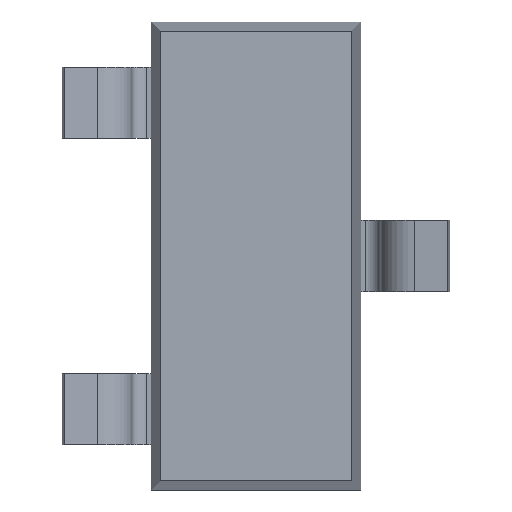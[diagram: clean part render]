
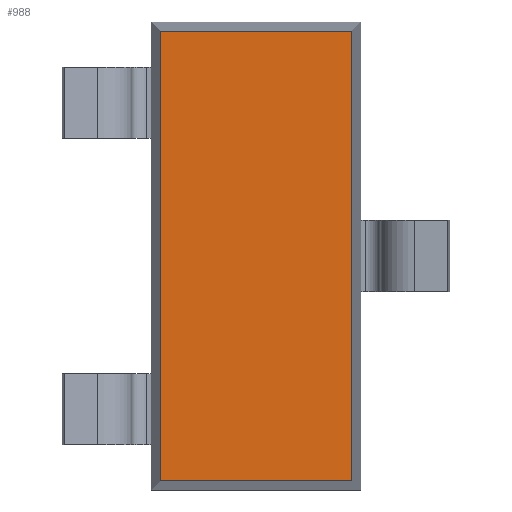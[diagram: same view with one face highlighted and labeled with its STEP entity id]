
A CAD part, front view. The second image highlights one B-rep face of the part: STEP entity #988.
In plain terms, the highlighted planar face has unit normal (0, -1, 0).
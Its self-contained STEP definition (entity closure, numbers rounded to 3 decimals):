
#51 = VERTEX_POINT ( 'NONE', #1130 ) ;
#73 = VERTEX_POINT ( 'NONE', #1669 ) ;
#107 = EDGE_CURVE ( 'NONE', #51, #73, #1579, .T. ) ;
#203 = EDGE_CURVE ( 'NONE', #1684, #51, #1082, .T. ) ;
#251 = DIRECTION ( 'NONE',  ( 0., 0., 1. ) ) ;
#253 = CARTESIAN_POINT ( 'NONE',  ( 0.65, 0.1, 1.393 ) ) ;
#266 = DIRECTION ( 'NONE',  ( 0., -1., 0. ) ) ;
#307 = EDGE_CURVE ( 'NONE', #1096, #1684, #308, .T. ) ;
#308 = LINE ( 'NONE', #253, #1320 ) ;
#385 = PLANE ( 'NONE',  #1404 ) ;
#462 = CARTESIAN_POINT ( 'NONE',  ( -0.593, 0.1, 1.45 ) ) ;
#498 = EDGE_LOOP ( 'NONE', ( #588, #969, #1329, #519 ) ) ;
#516 = CARTESIAN_POINT ( 'NONE',  ( -0.593, 0.1, 1.393 ) ) ;
#519 = ORIENTED_EDGE ( 'NONE', *, *, #307, .T. ) ;
#541 = CARTESIAN_POINT ( 'NONE',  ( -0.65, 0.1, -1.393 ) ) ;
#588 = ORIENTED_EDGE ( 'NONE', *, *, #203, .T. ) ;
#663 = DIRECTION ( 'NONE',  ( 1., 0., 0. ) ) ;
#686 = CARTESIAN_POINT ( 'NONE',  ( 0.593, 0.1, 1.393 ) ) ;
#704 = VECTOR ( 'NONE', #1107, 1000. ) ;
#834 = LINE ( 'NONE', #1437, #1005 ) ;
#902 = DIRECTION ( 'NONE',  ( 0., 0., -1. ) ) ;
#905 = VECTOR ( 'NONE', #663, 1000. ) ;
#969 = ORIENTED_EDGE ( 'NONE', *, *, #107, .T. ) ;
#988 = ADVANCED_FACE ( 'NONE', ( #1572 ), #385, .T. ) ;
#1005 = VECTOR ( 'NONE', #251, 1000. ) ;
#1048 = DIRECTION ( 'NONE',  ( -1., 0., 0. ) ) ;
#1082 = LINE ( 'NONE', #462, #704 ) ;
#1096 = VERTEX_POINT ( 'NONE', #686 ) ;
#1107 = DIRECTION ( 'NONE',  ( 0., 0., -1. ) ) ;
#1130 = CARTESIAN_POINT ( 'NONE',  ( -0.593, 0.1, -1.393 ) ) ;
#1298 = CARTESIAN_POINT ( 'NONE',  ( 0., 0.1, 0. ) ) ;
#1320 = VECTOR ( 'NONE', #1048, 1000. ) ;
#1329 = ORIENTED_EDGE ( 'NONE', *, *, #1477, .T. ) ;
#1404 = AXIS2_PLACEMENT_3D ( 'NONE', #1298, #266, #902 ) ;
#1437 = CARTESIAN_POINT ( 'NONE',  ( 0.593, 0.1, -1.45 ) ) ;
#1477 = EDGE_CURVE ( 'NONE', #73, #1096, #834, .T. ) ;
#1572 = FACE_OUTER_BOUND ( 'NONE', #498, .T. ) ;
#1579 = LINE ( 'NONE', #541, #905 ) ;
#1669 = CARTESIAN_POINT ( 'NONE',  ( 0.593, 0.1, -1.393 ) ) ;
#1684 = VERTEX_POINT ( 'NONE', #516 ) ;
